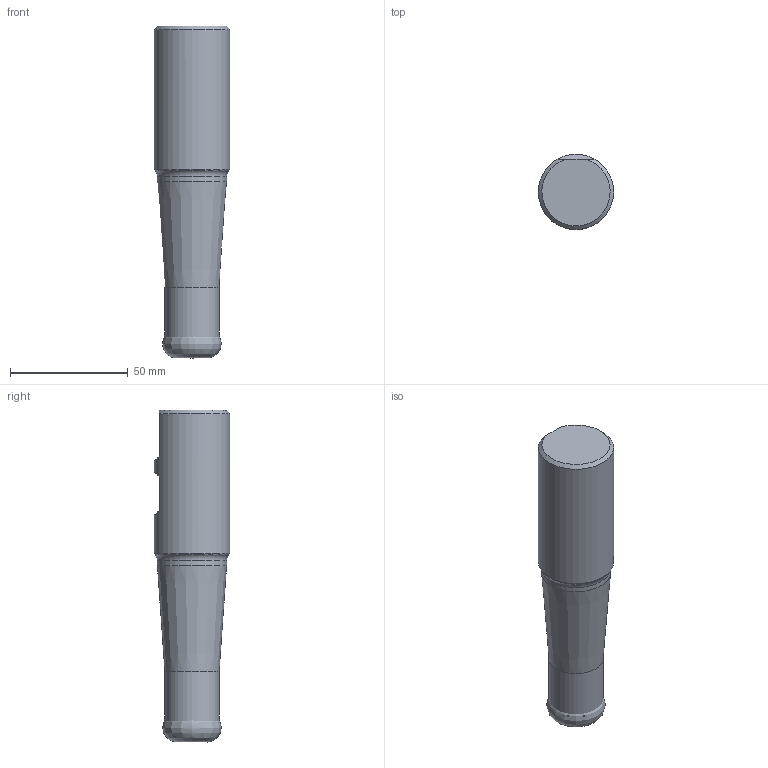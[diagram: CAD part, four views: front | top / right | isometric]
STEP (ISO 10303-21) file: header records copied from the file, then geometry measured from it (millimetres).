
FILE_DESCRIPTION(/* description */ (''),/* implementation_level */ '2;1');
FILE_NAME(/* name */ 'toolassembly_1.stp',/* time_stamp */ '2018-10-23T08:34:13+02:00',/* author */ (''),/* organization */ ('SMS'),/* preprocessor_version */ 'ST-DEVELOPER v15',/* originating_system */ 'SIEMENS PLM Software NX 8.5',/* authorisation */ '');
FILE_SCHEMA (('AUTOMOTIVE_DESIGN { 1 0 10303 214 3 1 1 1 }'));
Length unit declared in the file: millimetre
Products named in the file (4): ASSEMBLY_CONSTRUCTION; CUT_20181023083318; NOCUT_20181023083315; TOOLASSEMBLY_1
Assembly tree (3 placements, depth 2):
  TOOLASSEMBLY_1
    NOCUT_20181023083315
    CUT_20181023083318
    ASSEMBLY_CONSTRUCTION
Bounding box: 31.99 x 31.99 x 141 mm (x, y, z)
Volume: 92184.6 mm3; surface area: 15001.3 mm2
Topology: 2 solids, 2 shells, 19 faces, 41 edges, 32 vertices
Faces by surface type: plane 8, torus 4, cylinder 3, cone 3, bspline 1
Full cylindrical faces by diameter (mm): 23.04 x1, 29.371 x1, 31.992 x1
Entity records: 2091 total; most frequent: CARTESIAN_POINT 1558, DIRECTION 96, ORIENTED_EDGE 50, AXIS2_PLACEMENT_3D 44, EDGE_LOOP 29, EDGE_CURVE 25, FACE_BOUND 22, VERTEX_POINT 21
